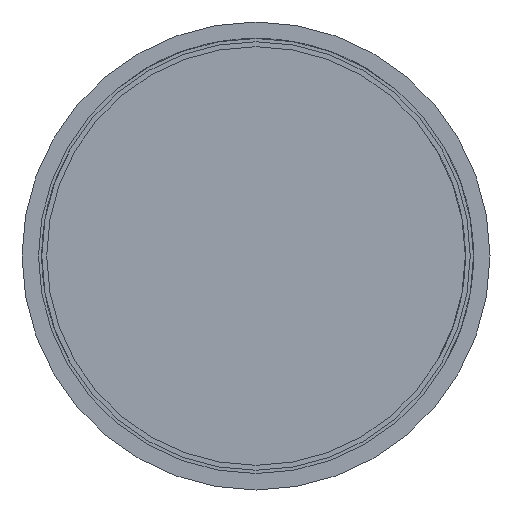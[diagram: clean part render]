
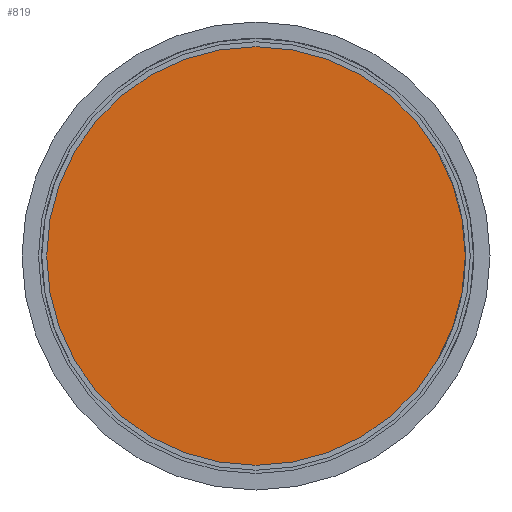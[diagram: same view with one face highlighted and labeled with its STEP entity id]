
A CAD part, front view. The second image highlights one B-rep face of the part: STEP entity #819.
In plain terms, the highlighted planar face has unit normal (0, -1, 0).
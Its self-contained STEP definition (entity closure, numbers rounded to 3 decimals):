
#154 = AXIS2_PLACEMENT_3D ( 'NONE', #193, #3594, #769 ) ;
#193 = CARTESIAN_POINT ( 'NONE',  ( 0., -31., 0. ) ) ;
#284 = CARTESIAN_POINT ( 'NONE',  ( 0., -31., 0.635 ) ) ;
#377 = DIRECTION ( 'NONE',  ( 0., -1., 0. ) ) ;
#395 = CIRCLE ( 'NONE', #2149, 0.635 ) ;
#769 = DIRECTION ( 'NONE',  ( 0., 0., 1. ) ) ;
#819 = ADVANCED_FACE ( 'Defeature ausgef�hrt3_8', ( #928 ), #2637, .T. ) ;
#928 = FACE_OUTER_BOUND ( 'NONE', #1201, .T. ) ;
#1156 = CIRCLE ( 'NONE', #154, 0.635 ) ;
#1161 = CARTESIAN_POINT ( 'NONE',  ( 0., -31., 0. ) ) ;
#1167 = EDGE_CURVE ( 'Defeature ausgef�hrt3_7+Defeature ausgef�hrt3_8+Defeature ausgef�hrt3_8+Defeature ausgef�hrt3_8', #1680, #1729, #395, .T. ) ;
#1201 = EDGE_LOOP ( 'NONE', ( #3195, #2309 ) ) ;
#1448 = DIRECTION ( 'NONE',  ( 0., 1., 0. ) ) ;
#1460 = AXIS2_PLACEMENT_3D ( 'NONE', #2629, #377, #3481 ) ;
#1680 = VERTEX_POINT ( 'NONE', #284 ) ;
#1729 = VERTEX_POINT ( 'NONE', #2311 ) ;
#2025 = EDGE_CURVE ( 'Defeature ausgef�hrt3_7+Defeature ausgef�hrt3_8+Defeature ausgef�hrt3_8+Defeature ausgef�hrt3_8', #1729, #1680, #1156, .T. ) ;
#2149 = AXIS2_PLACEMENT_3D ( 'NONE', #1161, #1448, #3100 ) ;
#2309 = ORIENTED_EDGE ( 'NONE', *, *, #2025, .F. ) ;
#2311 = CARTESIAN_POINT ( 'NONE',  ( 0., -31., -0.635 ) ) ;
#2629 = CARTESIAN_POINT ( 'NONE',  ( -0.635, -31., 0. ) ) ;
#2637 = PLANE ( 'NONE',  #1460 ) ;
#3100 = DIRECTION ( 'NONE',  ( 0., 0., 1. ) ) ;
#3195 = ORIENTED_EDGE ( 'NONE', *, *, #1167, .F. ) ;
#3481 = DIRECTION ( 'NONE',  ( 0., 0., -1. ) ) ;
#3594 = DIRECTION ( 'NONE',  ( 0., 1., 0. ) ) ;
